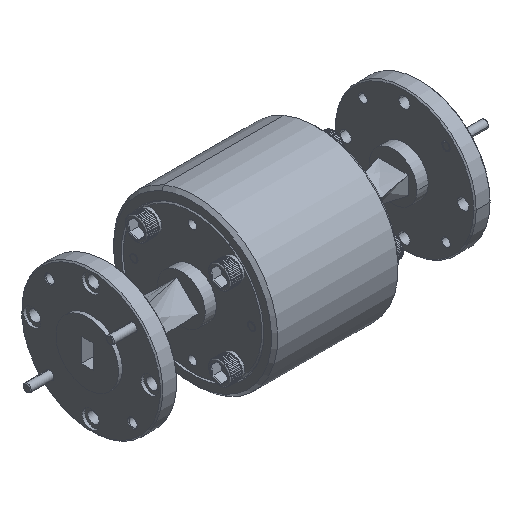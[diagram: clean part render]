
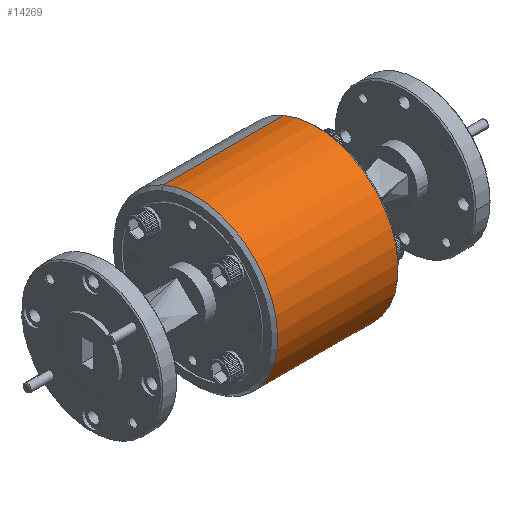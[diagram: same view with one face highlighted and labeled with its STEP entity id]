
A CAD part, isometric view. The second image highlights one B-rep face of the part: STEP entity #14269.
In plain terms, the highlighted cylindrical face has radius 16.637 mm (diameter 33.274 mm), a partial arc.
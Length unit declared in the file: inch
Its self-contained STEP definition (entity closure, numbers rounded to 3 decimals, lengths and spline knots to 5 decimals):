
#2506 = VERTEX_POINT ( 'NONE', #56319 ) ;
#3073 = FACE_OUTER_BOUND ( 'NONE', #57517, .T. ) ;
#3706 = CYLINDRICAL_SURFACE ( 'NONE', #47904, 0.655 ) ;
#5759 = VECTOR ( 'NONE', #59048, 39.37008 ) ;
#8632 = CARTESIAN_POINT ( 'NONE',  ( -0.864, 0.16893, 0.46893 ) ) ;
#9104 = CARTESIAN_POINT ( 'NONE',  ( -0.839, -0.087, -0.134 ) ) ;
#9393 = LINE ( 'NONE', #38482, #63159 ) ;
#11626 = EDGE_CURVE ( 'NONE', #53666, #30974, #34438, .T. ) ;
#13095 = EDGE_CURVE ( 'NONE', #30974, #31938, #53797, .T. ) ;
#14269 = ADVANCED_FACE ( 'NONE', ( #3073 ), #3706, .T. ) ;
#14670 = ORIENTED_EDGE ( 'NONE', *, *, #26929, .F. ) ;
#17415 = ORIENTED_EDGE ( 'NONE', *, *, #35206, .T. ) ;
#26929 = EDGE_CURVE ( 'NONE', #2506, #31938, #9393, .T. ) ;
#28401 = CARTESIAN_POINT ( 'NONE',  ( -1.824, 0.16893, 0.46893 ) ) ;
#29219 = DIRECTION ( 'NONE',  ( -1., 0., 0. ) ) ;
#30285 = CARTESIAN_POINT ( 'NONE',  ( -0.839, 0.16893, 0.46893 ) ) ;
#30974 = VERTEX_POINT ( 'NONE', #28401 ) ;
#31938 = VERTEX_POINT ( 'NONE', #40257 ) ;
#34438 = LINE ( 'NONE', #30285, #5759 ) ;
#35206 = EDGE_CURVE ( 'NONE', #2506, #53666, #44437, .T. ) ;
#37560 = DIRECTION ( 'NONE',  ( -1., 0., 0. ) ) ;
#38482 = CARTESIAN_POINT ( 'NONE',  ( -0.839, -0.34293, -0.73693 ) ) ;
#40257 = CARTESIAN_POINT ( 'NONE',  ( -1.824, -0.34293, -0.73693 ) ) ;
#41221 = DIRECTION ( 'NONE',  ( -1., 0., 0. ) ) ;
#41565 = AXIS2_PLACEMENT_3D ( 'NONE', #58701, #48214, #43994 ) ;
#43500 = ORIENTED_EDGE ( 'NONE', *, *, #13095, .T. ) ;
#43994 = DIRECTION ( 'NONE',  ( 0., -0.391, -0.921 ) ) ;
#44437 = CIRCLE ( 'NONE', #49517, 0.655 ) ;
#46363 = DIRECTION ( 'NONE',  ( 0., -0.391, -0.921 ) ) ;
#46550 = DIRECTION ( 'NONE',  ( 0., 0.391, 0.921 ) ) ;
#47904 = AXIS2_PLACEMENT_3D ( 'NONE', #9104, #37560, #46550 ) ;
#48214 = DIRECTION ( 'NONE',  ( 1., 0., 0. ) ) ;
#48268 = ORIENTED_EDGE ( 'NONE', *, *, #11626, .T. ) ;
#49517 = AXIS2_PLACEMENT_3D ( 'NONE', #51473, #41221, #46363 ) ;
#51473 = CARTESIAN_POINT ( 'NONE',  ( -0.864, -0.087, -0.134 ) ) ;
#53666 = VERTEX_POINT ( 'NONE', #8632 ) ;
#53797 = CIRCLE ( 'NONE', #41565, 0.655 ) ;
#56319 = CARTESIAN_POINT ( 'NONE',  ( -0.864, -0.34293, -0.73693 ) ) ;
#57517 = EDGE_LOOP ( 'NONE', ( #14670, #17415, #48268, #43500 ) ) ;
#58701 = CARTESIAN_POINT ( 'NONE',  ( -1.824, -0.087, -0.134 ) ) ;
#59048 = DIRECTION ( 'NONE',  ( -1., 0., 0. ) ) ;
#63159 = VECTOR ( 'NONE', #29219, 39.37008 ) ;
